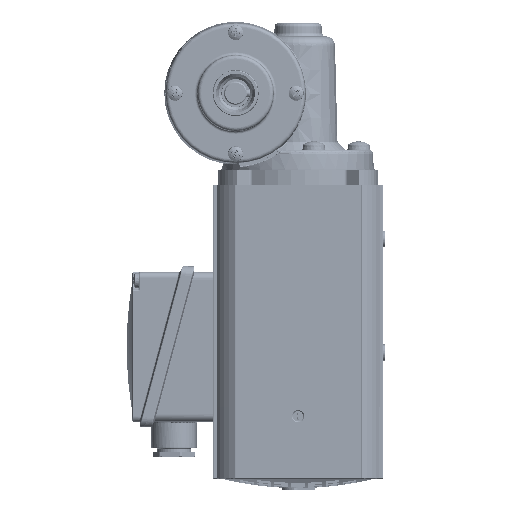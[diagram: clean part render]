
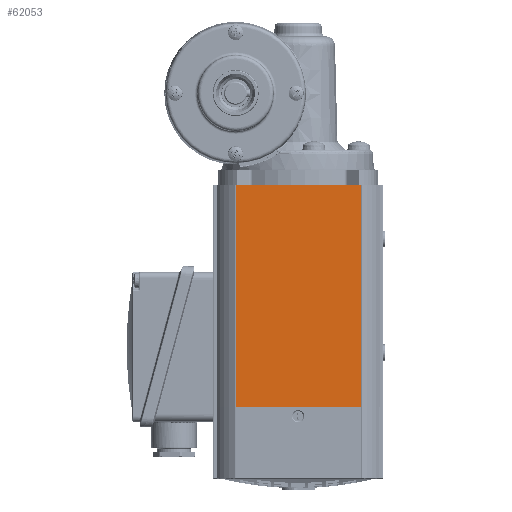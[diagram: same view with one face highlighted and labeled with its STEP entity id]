
A CAD part, left-side view. The second image highlights one B-rep face of the part: STEP entity #62053.
In plain terms, the highlighted planar face has unit normal (-1, 0, 0).
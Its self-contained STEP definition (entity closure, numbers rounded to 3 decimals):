
#5686 = CARTESIAN_POINT ( 'NONE',  ( -45., -33., 118. ) ) ;
#6043 = VERTEX_POINT ( 'NONE', #5686 ) ;
#10667 = VECTOR ( 'NONE', #144925, 1000. ) ;
#19324 = EDGE_CURVE ( 'NONE', #206911, #39142, #183317, .T. ) ;
#21647 = CARTESIAN_POINT ( 'NONE',  ( -45., 45., 1. ) ) ;
#32169 = CARTESIAN_POINT ( 'NONE',  ( -45., 33., 1. ) ) ;
#39142 = VERTEX_POINT ( 'NONE', #92157 ) ;
#48348 = VECTOR ( 'NONE', #88816, 1000. ) ;
#62053 = ADVANCED_FACE ( 'NONE', ( #183707 ), #156007, .F. ) ;
#70791 = CARTESIAN_POINT ( 'NONE',  ( -45., -33., 1. ) ) ;
#78642 = CARTESIAN_POINT ( 'NONE',  ( -45., 45., 118. ) ) ;
#82778 = EDGE_CURVE ( 'NONE', #39142, #6043, #189745, .T. ) ;
#86742 = DIRECTION ( 'NONE',  ( 1., 0., 0. ) ) ;
#88816 = DIRECTION ( 'NONE',  ( 0., 0., 1. ) ) ;
#92157 = CARTESIAN_POINT ( 'NONE',  ( -45., 33., 118. ) ) ;
#95097 = EDGE_LOOP ( 'NONE', ( #132144, #138038, #125187, #95163 ) ) ;
#95163 = ORIENTED_EDGE ( 'NONE', *, *, #19324, .F. ) ;
#100322 = EDGE_CURVE ( 'NONE', #172894, #206911, #104456, .T. ) ;
#104456 = LINE ( 'NONE', #21647, #10667 ) ;
#111383 = DIRECTION ( 'NONE',  ( 0., 0., 1. ) ) ;
#112886 = LINE ( 'NONE', #216684, #206367 ) ;
#125187 = ORIENTED_EDGE ( 'NONE', *, *, #82778, .F. ) ;
#132144 = ORIENTED_EDGE ( 'NONE', *, *, #100322, .F. ) ;
#138038 = ORIENTED_EDGE ( 'NONE', *, *, #158016, .T. ) ;
#144925 = DIRECTION ( 'NONE',  ( 0., 1., 0. ) ) ;
#156007 = PLANE ( 'NONE',  #227349 ) ;
#158016 = EDGE_CURVE ( 'NONE', #172894, #6043, #112886, .T. ) ;
#172894 = VERTEX_POINT ( 'NONE', #70791 ) ;
#183317 = LINE ( 'NONE', #194209, #48348 ) ;
#183707 = FACE_OUTER_BOUND ( 'NONE', #95097, .T. ) ;
#184267 = VECTOR ( 'NONE', #200989, 1000. ) ;
#189745 = LINE ( 'NONE', #78642, #184267 ) ;
#192087 = CARTESIAN_POINT ( 'NONE',  ( -45., 45., 119. ) ) ;
#194209 = CARTESIAN_POINT ( 'NONE',  ( -45., 33., 0. ) ) ;
#200989 = DIRECTION ( 'NONE',  ( 0., -1., 0. ) ) ;
#206367 = VECTOR ( 'NONE', #111383, 1000. ) ;
#206911 = VERTEX_POINT ( 'NONE', #32169 ) ;
#209783 = DIRECTION ( 'NONE',  ( 0., 1., 0. ) ) ;
#216684 = CARTESIAN_POINT ( 'NONE',  ( -45., -33., 0. ) ) ;
#227349 = AXIS2_PLACEMENT_3D ( 'NONE', #192087, #86742, #209783 ) ;
